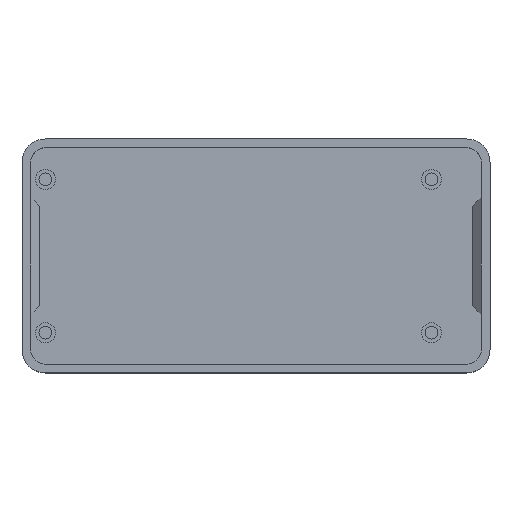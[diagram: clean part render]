
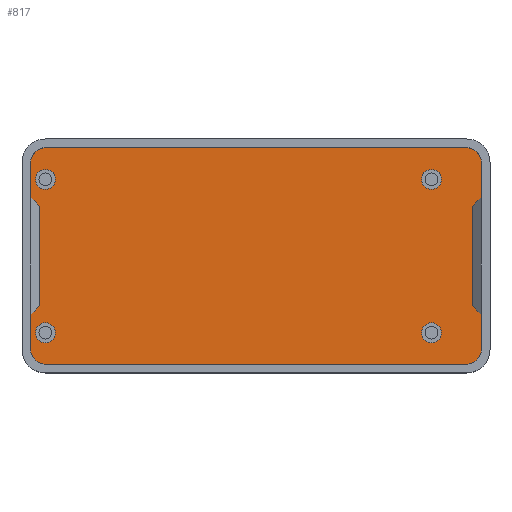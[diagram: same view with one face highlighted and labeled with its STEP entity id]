
A CAD part, top view. The second image highlights one B-rep face of the part: STEP entity #817.
In plain terms, the highlighted planar face has unit normal (0, 0, 1).
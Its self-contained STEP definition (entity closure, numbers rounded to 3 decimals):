
#24=CIRCLE('',#895,2.5);
#25=CIRCLE('',#897,2.5);
#26=CIRCLE('',#898,2.5);
#27=CIRCLE('',#899,2.5);
#76=PLANE('',#896);
#116=FACE_OUTER_BOUND('',#173,.T.);
#173=EDGE_LOOP('',(#638,#639,#640,#641,#642,#643,#644,#645));
#258=LINE('',#1316,#334);
#263=LINE('',#1331,#339);
#264=LINE('',#1336,#340);
#265=LINE('',#1339,#341);
#334=VECTOR('',#1048,10.);
#339=VECTOR('',#1061,10.);
#340=VECTOR('',#1066,10.);
#341=VECTOR('',#1069,10.);
#399=VERTEX_POINT('',#1313);
#400=VERTEX_POINT('',#1315);
#404=VERTEX_POINT('',#1324);
#405=VERTEX_POINT('',#1326);
#406=VERTEX_POINT('',#1330);
#407=VERTEX_POINT('',#1333);
#408=VERTEX_POINT('',#1335);
#409=VERTEX_POINT('',#1337);
#486=EDGE_CURVE('',#400,#399,#258,.T.);
#491=EDGE_CURVE('',#405,#404,#24,.F.);
#493=EDGE_CURVE('',#404,#406,#263,.T.);
#494=EDGE_CURVE('',#406,#400,#25,.T.);
#495=EDGE_CURVE('',#399,#407,#26,.T.);
#496=EDGE_CURVE('',#407,#408,#264,.T.);
#497=EDGE_CURVE('',#408,#409,#27,.T.);
#498=EDGE_CURVE('',#409,#405,#265,.T.);
#638=ORIENTED_EDGE('',*,*,#491,.T.);
#639=ORIENTED_EDGE('',*,*,#493,.T.);
#640=ORIENTED_EDGE('',*,*,#494,.T.);
#641=ORIENTED_EDGE('',*,*,#486,.T.);
#642=ORIENTED_EDGE('',*,*,#495,.T.);
#643=ORIENTED_EDGE('',*,*,#496,.T.);
#644=ORIENTED_EDGE('',*,*,#497,.T.);
#645=ORIENTED_EDGE('',*,*,#498,.T.);
#817=ADVANCED_FACE('',(#116),#76,.T.);
#895=AXIS2_PLACEMENT_3D('',#1327,#1056,#1057);
#896=AXIS2_PLACEMENT_3D('',#1329,#1059,#1060);
#897=AXIS2_PLACEMENT_3D('',#1332,#1062,#1063);
#898=AXIS2_PLACEMENT_3D('',#1334,#1064,#1065);
#899=AXIS2_PLACEMENT_3D('',#1338,#1067,#1068);
#1048=DIRECTION('',(0.,-1.,0.));
#1056=DIRECTION('center_axis',(0.,0.,-1.));
#1057=DIRECTION('ref_axis',(0.707,0.707,0.));
#1059=DIRECTION('center_axis',(0.,0.,1.));
#1060=DIRECTION('ref_axis',(1.,0.,0.));
#1061=DIRECTION('',(-1.,0.,0.));
#1062=DIRECTION('center_axis',(0.,0.,1.));
#1063=DIRECTION('ref_axis',(-0.707,0.707,0.));
#1064=DIRECTION('center_axis',(0.,0.,1.));
#1065=DIRECTION('ref_axis',(-0.707,-0.707,0.));
#1066=DIRECTION('',(1.,0.,0.));
#1067=DIRECTION('center_axis',(0.,0.,1.));
#1068=DIRECTION('ref_axis',(0.707,-0.707,0.));
#1069=DIRECTION('',(0.,1.,0.));
#1313=CARTESIAN_POINT('',(-38.5,-16.,1.5));
#1315=CARTESIAN_POINT('',(-38.5,16.,1.5));
#1316=CARTESIAN_POINT('',(-38.5,10.,1.5));
#1324=CARTESIAN_POINT('',(36.,18.5,1.5));
#1326=CARTESIAN_POINT('',(38.5,16.,1.5));
#1327=CARTESIAN_POINT('Origin',(36.,16.,1.5));
#1329=CARTESIAN_POINT('Origin',(0.,0.,1.5));
#1330=CARTESIAN_POINT('',(-36.,18.5,1.5));
#1331=CARTESIAN_POINT('',(20.,18.5,1.5));
#1332=CARTESIAN_POINT('Origin',(-36.,16.,1.5));
#1333=CARTESIAN_POINT('',(-36.,-18.5,1.5));
#1334=CARTESIAN_POINT('Origin',(-36.,-16.,1.5));
#1335=CARTESIAN_POINT('',(36.,-18.5,1.5));
#1336=CARTESIAN_POINT('',(-20.,-18.5,1.5));
#1337=CARTESIAN_POINT('',(38.5,-16.,1.5));
#1338=CARTESIAN_POINT('Origin',(36.,-16.,1.5));
#1339=CARTESIAN_POINT('',(38.5,-10.,1.5));
